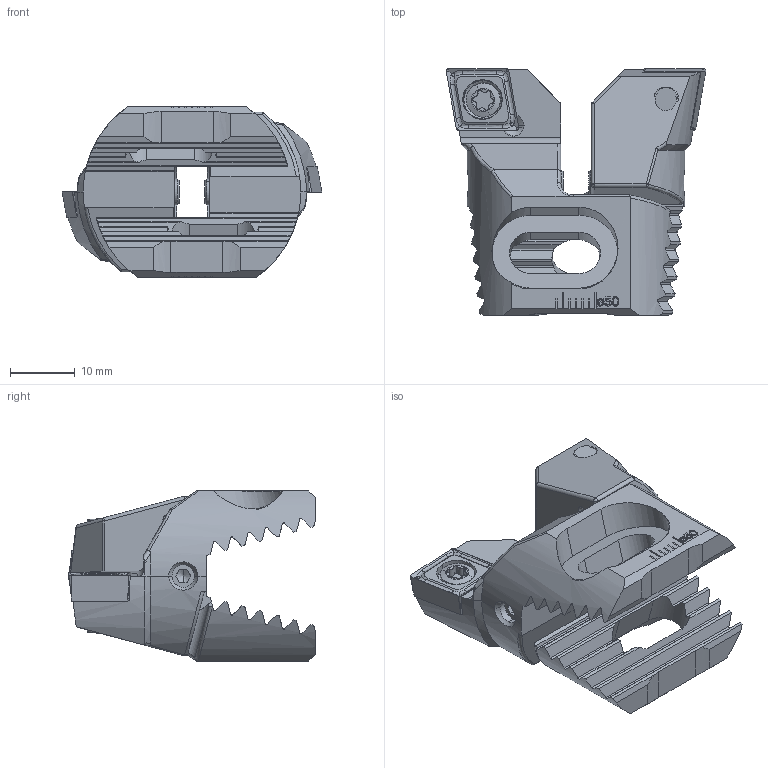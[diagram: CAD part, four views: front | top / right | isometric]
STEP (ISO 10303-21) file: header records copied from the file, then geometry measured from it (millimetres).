
FILE_DESCRIPTION (( 'STEP AP203' ), '1' );
FILE_NAME ('Z32-WCB.001.021.STEP', '2012-09-06T14:48:16', ( 'baer' ), ( 'Hewlett-Packard Company' ), 'SwSTEP 2.0', 'SolidWorks 2012', '' );
FILE_SCHEMA (( 'CONFIG_CONTROL_DESIGN' ));
Length unit declared in the file: millimetre
Products named in the file (5): Z32-WCB.001.021; Z32-ER3.001.013_A; CCMT09T304; WCB-ER2.001.009_A; Z32-xxx.001.021_B
Assembly tree (8 placements, depth 2):
  Z32-WCB.001.021
    Z32-xxx.001.021_B  x2
    WCB-ER2.001.009_A  x2
    CCMT09T304  x2
    Z32-ER3.001.013_A  x2
Bounding box: 40 x 38 x 26.2 mm (x, y, z)
Volume: 11880.5 mm3; surface area: 8254.6 mm2
Topology: 8 solids, 8 shells, 626 faces, 1660 edges, 1036 vertices
Faces by surface type: plane 282, cylinder 132, bspline 102, cone 78, sphere 16, torus 16
Entity records: 12345 total; most frequent: CARTESIAN_POINT 4730, ORIENTED_EDGE 1632, DIRECTION 1228, EDGE_CURVE 816, VERTEX_POINT 518, AXIS2_PLACEMENT_3D 413, VECTOR 402, LINE 402
